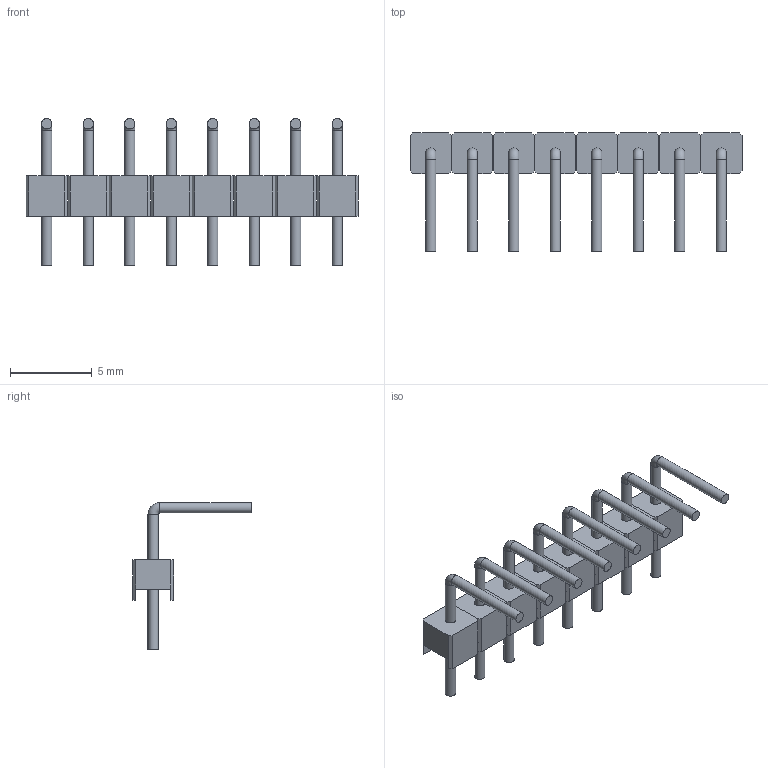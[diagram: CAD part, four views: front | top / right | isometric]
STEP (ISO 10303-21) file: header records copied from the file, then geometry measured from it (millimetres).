
FILE_DESCRIPTION(('STEP AP214'), '1');
FILE_NAME('Äåòàëü', '2015-07-13T10:33:19', ('Àíòîí'), (''), 'ASCON STEP Converter 1.3', 'ASCON Math Kernel', '');
FILE_SCHEMA(('AUTOMOTIVE_DESIGN { 1 0 10303 214 3 1 1}'));
Length unit declared in the file: millimetre
Bounding box: 20.33 x 7.25 x 9 mm (x, y, z)
Volume: 127.8 mm3; surface area: 503 mm2
Topology: 8 solids, 8 shells, 160 faces, 336 edges, 208 vertices
Faces by surface type: plane 128, cylinder 24, torus 8
Full cylindrical faces by diameter (mm): 0.64 x24
Entity records: 5370 total; most frequent: DIRECTION 674, CARTESIAN_POINT 673, ORIENTED_EDGE 608, EDGE_CURVE 304, LINE 256, VECTOR 256, AXIS2_PLACEMENT_3D 209, EDGE_LOOP 208
